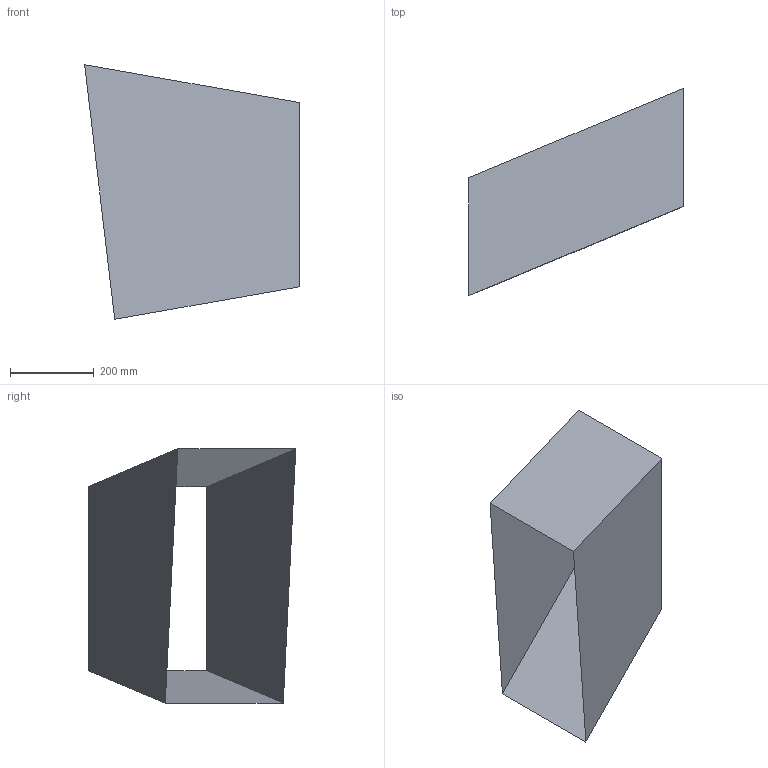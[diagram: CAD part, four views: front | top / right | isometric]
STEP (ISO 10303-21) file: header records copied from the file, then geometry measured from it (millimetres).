
FILE_DESCRIPTION(('CATIA V5 STEP'),'2;1');
FILE_NAME('BSM-5.stp','2017-06-27T05:23:39+00:00',('none'),('none'),'Version 5-6 Release 2013','CATIA V5 STEP AP203','none');
FILE_SCHEMA(('CONFIG_CONTROL_DESIGN'));
Length unit declared in the file: millimetre
Products named in the file (1): Part4
Bounding box: 512.9 x 495.71 x 608.07 mm (x, y, z)
Surface area: 813916.8 mm2 (no closed solid volume)
Topology: 0 solids, 4 shells, 4 faces, 16 edges, 16 vertices
Faces by surface type: plane 4
Entity records: 191 total; most frequent: CARTESIAN_POINT 37, DIRECTION 16, ORIENTED_EDGE 16, EDGE_CURVE 16, VECTOR 8, B_SPLINE_CURVE_WITH_KNOTS 8, LINE 8, VERTEX_POINT 8
